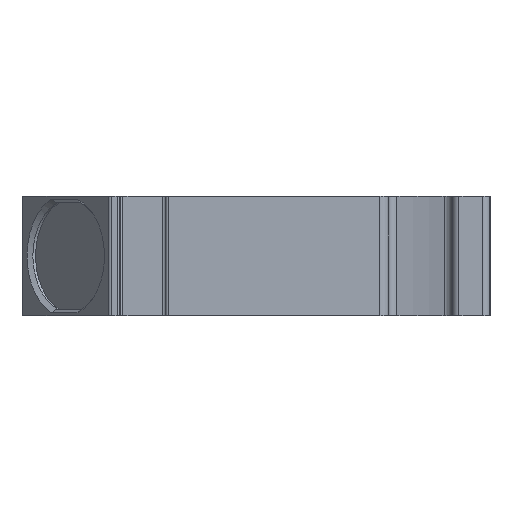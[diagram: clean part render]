
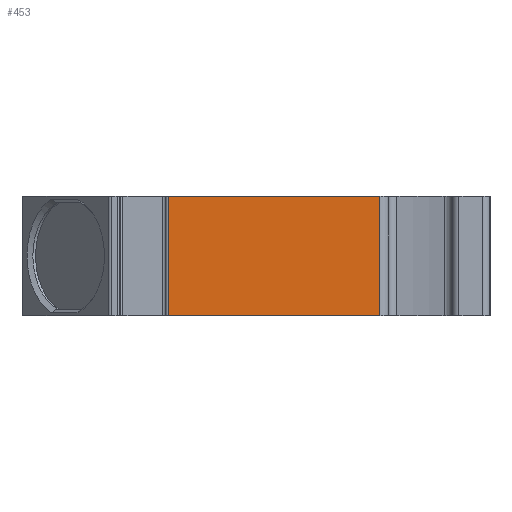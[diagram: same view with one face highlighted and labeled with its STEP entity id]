
A CAD part, left-side view. The second image highlights one B-rep face of the part: STEP entity #453.
In plain terms, the highlighted planar face has unit normal (-1, 0, 0).
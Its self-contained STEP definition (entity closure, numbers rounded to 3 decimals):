
#453 = ADVANCED_FACE( '', ( #940 ), #941, .T. );
#940 = FACE_OUTER_BOUND( '', #1569, .T. );
#941 = PLANE( '', #1570 );
#1569 = EDGE_LOOP( '', ( #2908, #2909, #2910, #2911 ) );
#1570 = AXIS2_PLACEMENT_3D( '', #2912, #2913, #2914 );
#2908 = ORIENTED_EDGE( '', *, *, #3849, .T. );
#2909 = ORIENTED_EDGE( '', *, *, #3850, .T. );
#2910 = ORIENTED_EDGE( '', *, *, #3687, .T. );
#2911 = ORIENTED_EDGE( '', *, *, #3782, .F. );
#2912 = CARTESIAN_POINT( '', ( 86.664, 42.448, -16. ) );
#2913 = DIRECTION( '', ( -1., 0., 0. ) );
#2914 = DIRECTION( '', ( 0., 0., 1. ) );
#3687 = EDGE_CURVE( '', #4580, #4578, #4581, .T. );
#3782 = EDGE_CURVE( '', #4698, #4578, #4700, .T. );
#3849 = EDGE_CURVE( '', #4698, #4782, #4783, .T. );
#3850 = EDGE_CURVE( '', #4782, #4580, #4784, .T. );
#4578 = VERTEX_POINT( '', #5922 );
#4580 = VERTEX_POINT( '', #5924 );
#4581 = LINE( '', #5925, #5926 );
#4698 = VERTEX_POINT( '', #6086 );
#4700 = LINE( '', #6088, #6089 );
#4782 = VERTEX_POINT( '', #6211 );
#4783 = LINE( '', #6212, #6213 );
#4784 = LINE( '', #6214, #6215 );
#5922 = CARTESIAN_POINT( '', ( 86.664, 42.448, -16. ) );
#5924 = CARTESIAN_POINT( '', ( 86.664, 70.648, -16. ) );
#5925 = CARTESIAN_POINT( '', ( 86.664, 42.448, -16. ) );
#5926 = VECTOR( '', #6785, 1000. );
#6086 = CARTESIAN_POINT( '', ( 86.664, 42.448, 0. ) );
#6088 = CARTESIAN_POINT( '', ( 86.664, 42.448, -16. ) );
#6089 = VECTOR( '', #6886, 1000. );
#6211 = CARTESIAN_POINT( '', ( 86.664, 70.648, 0. ) );
#6212 = CARTESIAN_POINT( '', ( 86.664, 42.448, 0. ) );
#6213 = VECTOR( '', #6950, 1000. );
#6214 = CARTESIAN_POINT( '', ( 86.664, 70.648, 0. ) );
#6215 = VECTOR( '', #6951, 1000. );
#6785 = DIRECTION( '', ( 0., -1., 0. ) );
#6886 = DIRECTION( '', ( 0., 0., -1. ) );
#6950 = DIRECTION( '', ( 0., 1., 0. ) );
#6951 = DIRECTION( '', ( 0., 0., -1. ) );
